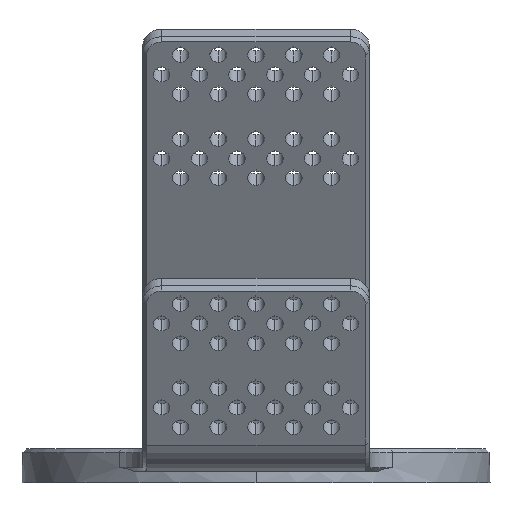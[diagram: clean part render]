
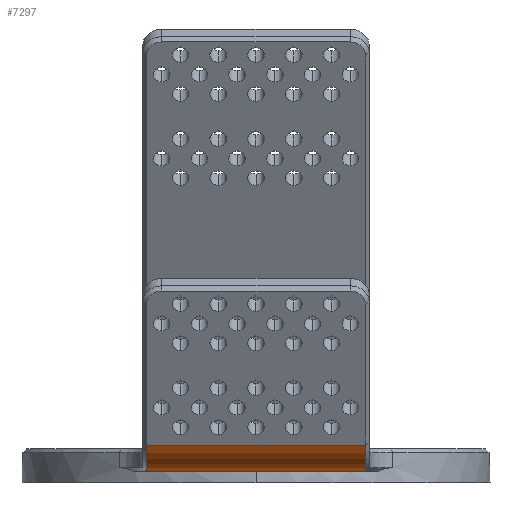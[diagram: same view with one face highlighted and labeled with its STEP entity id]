
A CAD part, left-side view. The second image highlights one B-rep face of the part: STEP entity #7297.
In plain terms, the highlighted cylindrical face has radius 14 mm (diameter 28 mm), a partial arc.
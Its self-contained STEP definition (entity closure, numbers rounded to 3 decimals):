
#65 = LINE ( 'NONE', #2715, #5433 ) ;
#93 = CARTESIAN_POINT ( 'NONE',  ( -68.748, -29., 14. ) ) ;
#332 = CARTESIAN_POINT ( 'NONE',  ( -80.873, 29., 7. ) ) ;
#707 = CIRCLE ( 'NONE', #2202, 14. ) ;
#875 = DIRECTION ( 'NONE',  ( 0., -1., 0. ) ) ;
#940 = DIRECTION ( 'NONE',  ( 0., 0., 1. ) ) ;
#1775 = AXIS2_PLACEMENT_3D ( 'NONE', #6684, #875, #7710 ) ;
#1790 = VERTEX_POINT ( 'NONE', #5926 ) ;
#1832 = CARTESIAN_POINT ( 'NONE',  ( -68.748, 30., 0. ) ) ;
#2079 = VERTEX_POINT ( 'NONE', #332 ) ;
#2190 = AXIS2_PLACEMENT_3D ( 'NONE', #6189, #5545, #940 ) ;
#2202 = AXIS2_PLACEMENT_3D ( 'NONE', #93, #7209, #6478 ) ;
#2274 = VERTEX_POINT ( 'NONE', #7687 ) ;
#2715 = CARTESIAN_POINT ( 'NONE',  ( -80.873, -30., 7. ) ) ;
#3109 = ORIENTED_EDGE ( 'NONE', *, *, #6375, .T. ) ;
#3176 = VERTEX_POINT ( 'NONE', #8375 ) ;
#3770 = DIRECTION ( 'NONE',  ( 0., 1., 0. ) ) ;
#3798 = VECTOR ( 'NONE', #3770, 1000. ) ;
#4109 = FACE_OUTER_BOUND ( 'NONE', #5600, .T. ) ;
#4657 = EDGE_CURVE ( 'NONE', #2079, #3176, #7735, .T. ) ;
#4791 = CYLINDRICAL_SURFACE ( 'NONE', #2190, 14. ) ;
#5296 = DIRECTION ( 'NONE',  ( 0., -1., 0. ) ) ;
#5433 = VECTOR ( 'NONE', #5296, 1000. ) ;
#5450 = ORIENTED_EDGE ( 'NONE', *, *, #7112, .F. ) ;
#5545 = DIRECTION ( 'NONE',  ( 0., 1., 0. ) ) ;
#5600 = EDGE_LOOP ( 'NONE', ( #5450, #3109, #7885, #7325 ) ) ;
#5926 = CARTESIAN_POINT ( 'NONE',  ( -80.873, -29., 7. ) ) ;
#6189 = CARTESIAN_POINT ( 'NONE',  ( -68.748, 168.551, 14. ) ) ;
#6375 = EDGE_CURVE ( 'NONE', #2274, #1790, #707, .T. ) ;
#6478 = DIRECTION ( 'NONE',  ( 0., 0., 1. ) ) ;
#6684 = CARTESIAN_POINT ( 'NONE',  ( -68.748, 29., 14. ) ) ;
#7112 = EDGE_CURVE ( 'NONE', #2274, #3176, #7653, .T. ) ;
#7209 = DIRECTION ( 'NONE',  ( 0., 1., 0. ) ) ;
#7215 = EDGE_CURVE ( 'NONE', #2079, #1790, #65, .T. ) ;
#7297 = ADVANCED_FACE ( 'NONE', ( #4109 ), #4791, .T. ) ;
#7325 = ORIENTED_EDGE ( 'NONE', *, *, #4657, .T. ) ;
#7653 = LINE ( 'NONE', #1832, #3798 ) ;
#7687 = CARTESIAN_POINT ( 'NONE',  ( -68.748, -29., 0. ) ) ;
#7710 = DIRECTION ( 'NONE',  ( 0., 0., -1. ) ) ;
#7735 = CIRCLE ( 'NONE', #1775, 14. ) ;
#7885 = ORIENTED_EDGE ( 'NONE', *, *, #7215, .F. ) ;
#8375 = CARTESIAN_POINT ( 'NONE',  ( -68.748, 29., 0. ) ) ;
